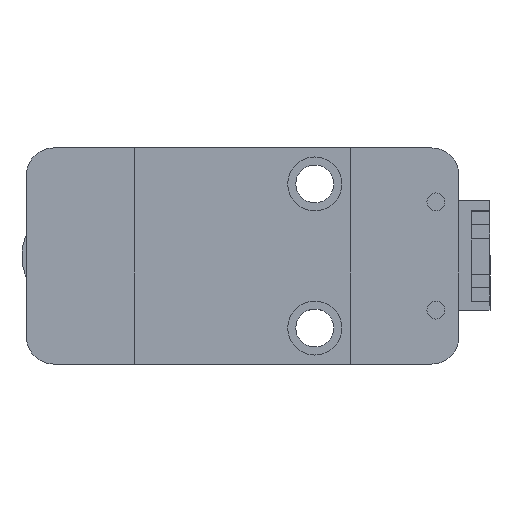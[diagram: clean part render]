
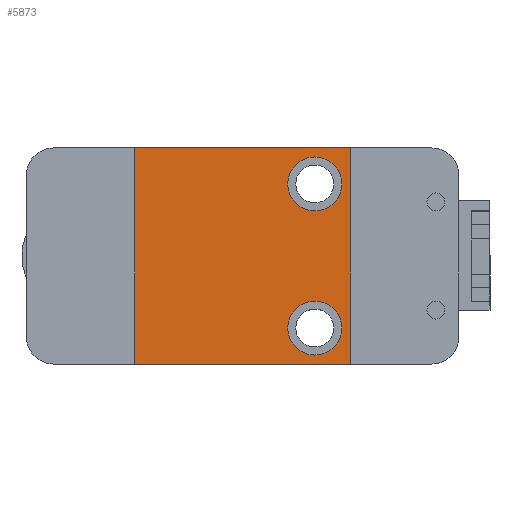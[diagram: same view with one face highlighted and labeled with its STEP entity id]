
A CAD part, top view. The second image highlights one B-rep face of the part: STEP entity #5873.
In plain terms, the highlighted planar face has unit normal (0, 0, 1).
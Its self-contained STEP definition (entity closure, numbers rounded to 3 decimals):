
#42 = FACE_OUTER_BOUND ( 'NONE', #7208, .T. ) ;
#789 = CARTESIAN_POINT ( 'NONE',  ( 13.659, -8.803, 49.29 ) ) ;
#847 = EDGE_CURVE ( 'NONE', #4113, #2353, #13621, .T. ) ;
#957 = ORIENTED_EDGE ( 'NONE', *, *, #9802, .F. ) ;
#1308 = AXIS2_PLACEMENT_3D ( 'NONE', #11709, #4916, #12834 ) ;
#1378 = VERTEX_POINT ( 'NONE', #10341 ) ;
#1618 = AXIS2_PLACEMENT_3D ( 'NONE', #11977, #5176, #13107 ) ;
#1633 = LINE ( 'NONE', #13959, #10738 ) ;
#1681 = CARTESIAN_POINT ( 'NONE',  ( -9.341, -12.803, 49.29 ) ) ;
#1752 = EDGE_CURVE ( 'NONE', #5090, #1378, #12496, .T. ) ;
#1918 = EDGE_CURVE ( 'NONE', #3601, #2701, #12522, .T. ) ;
#2353 = VERTEX_POINT ( 'NONE', #13203 ) ;
#2420 = CARTESIAN_POINT ( 'NONE',  ( 10.659, -8.803, 49.29 ) ) ;
#2663 = EDGE_LOOP ( 'NONE', ( #7384, #957 ) ) ;
#2701 = VERTEX_POINT ( 'NONE', #12257 ) ;
#2842 = LINE ( 'NONE', #12748, #14218 ) ;
#3041 = ORIENTED_EDGE ( 'NONE', *, *, #3728, .T. ) ;
#3422 = VECTOR ( 'NONE', #13963, 1000. ) ;
#3567 = DIRECTION ( 'NONE',  ( 1., 0., 0. ) ) ;
#3601 = VERTEX_POINT ( 'NONE', #13594 ) ;
#3728 = EDGE_CURVE ( 'NONE', #1378, #12637, #2842, .T. ) ;
#3772 = DIRECTION ( 'NONE',  ( 0., 0., 1. ) ) ;
#3938 = CARTESIAN_POINT ( 'NONE',  ( 14.659, 11.197, 49.29 ) ) ;
#4037 = EDGE_LOOP ( 'NONE', ( #7743, #4740 ) ) ;
#4113 = VERTEX_POINT ( 'NONE', #789 ) ;
#4184 = CIRCLE ( 'NONE', #9351, 3. ) ;
#4461 = DIRECTION ( 'NONE',  ( 1., 0., 0. ) ) ;
#4740 = ORIENTED_EDGE ( 'NONE', *, *, #847, .F. ) ;
#4861 = CARTESIAN_POINT ( 'NONE',  ( 2.659, -0.803, 49.29 ) ) ;
#4916 = DIRECTION ( 'NONE',  ( 0., 0., 1. ) ) ;
#5090 = VERTEX_POINT ( 'NONE', #3938 ) ;
#5176 = DIRECTION ( 'NONE',  ( 0., 0., 1. ) ) ;
#5547 = CARTESIAN_POINT ( 'NONE',  ( -9.341, -12.803, 49.29 ) ) ;
#5767 = FACE_BOUND ( 'NONE', #2663, .T. ) ;
#5873 = ADVANCED_FACE ( 'NONE', ( #9141, #5767, #42 ), #11609, .T. ) ;
#5977 = DIRECTION ( 'NONE',  ( 1., 0., 0. ) ) ;
#6530 = AXIS2_PLACEMENT_3D ( 'NONE', #4861, #12785, #5977 ) ;
#6607 = LINE ( 'NONE', #5547, #11964 ) ;
#6983 = DIRECTION ( 'NONE',  ( 0., -1., 0. ) ) ;
#7208 = EDGE_LOOP ( 'NONE', ( #3041, #11431, #14077, #13361 ) ) ;
#7384 = ORIENTED_EDGE ( 'NONE', *, *, #1918, .F. ) ;
#7507 = AXIS2_PLACEMENT_3D ( 'NONE', #10608, #3772, #11750 ) ;
#7653 = EDGE_CURVE ( 'NONE', #12637, #10855, #6607, .T. ) ;
#7743 = ORIENTED_EDGE ( 'NONE', *, *, #12130, .F. ) ;
#9058 = CARTESIAN_POINT ( 'NONE',  ( 14.659, -12.803, 49.29 ) ) ;
#9141 = FACE_BOUND ( 'NONE', #4037, .T. ) ;
#9351 = AXIS2_PLACEMENT_3D ( 'NONE', #2420, #10380, #3567 ) ;
#9802 = EDGE_CURVE ( 'NONE', #2701, #3601, #10376, .T. ) ;
#10341 = CARTESIAN_POINT ( 'NONE',  ( -9.341, 11.197, 49.29 ) ) ;
#10376 = CIRCLE ( 'NONE', #7507, 3. ) ;
#10380 = DIRECTION ( 'NONE',  ( 0., 0., 1. ) ) ;
#10608 = CARTESIAN_POINT ( 'NONE',  ( 10.659, 7.197, 49.29 ) ) ;
#10738 = VECTOR ( 'NONE', #11737, 1000. ) ;
#10855 = VERTEX_POINT ( 'NONE', #9058 ) ;
#11431 = ORIENTED_EDGE ( 'NONE', *, *, #7653, .T. ) ;
#11609 = PLANE ( 'NONE',  #6530 ) ;
#11695 = CARTESIAN_POINT ( 'NONE',  ( -9.341, 11.197, 49.29 ) ) ;
#11709 = CARTESIAN_POINT ( 'NONE',  ( 10.659, -8.803, 49.29 ) ) ;
#11737 = DIRECTION ( 'NONE',  ( 0., 1., 0. ) ) ;
#11750 = DIRECTION ( 'NONE',  ( 1., 0., 0. ) ) ;
#11964 = VECTOR ( 'NONE', #4461, 1000. ) ;
#11977 = CARTESIAN_POINT ( 'NONE',  ( 10.659, 7.197, 49.29 ) ) ;
#12130 = EDGE_CURVE ( 'NONE', #2353, #4113, #4184, .T. ) ;
#12257 = CARTESIAN_POINT ( 'NONE',  ( 13.659, 7.197, 49.29 ) ) ;
#12496 = LINE ( 'NONE', #11695, #3422 ) ;
#12522 = CIRCLE ( 'NONE', #1618, 3. ) ;
#12637 = VERTEX_POINT ( 'NONE', #1681 ) ;
#12748 = CARTESIAN_POINT ( 'NONE',  ( -9.341, 11.197, 49.29 ) ) ;
#12785 = DIRECTION ( 'NONE',  ( 0., 0., 1. ) ) ;
#12834 = DIRECTION ( 'NONE',  ( 1., 0., 0. ) ) ;
#13107 = DIRECTION ( 'NONE',  ( 1., 0., 0. ) ) ;
#13160 = EDGE_CURVE ( 'NONE', #10855, #5090, #1633, .T. ) ;
#13203 = CARTESIAN_POINT ( 'NONE',  ( 7.659, -8.803, 49.29 ) ) ;
#13361 = ORIENTED_EDGE ( 'NONE', *, *, #1752, .T. ) ;
#13594 = CARTESIAN_POINT ( 'NONE',  ( 7.659, 7.197, 49.29 ) ) ;
#13621 = CIRCLE ( 'NONE', #1308, 3. ) ;
#13959 = CARTESIAN_POINT ( 'NONE',  ( 14.659, 11.197, 49.29 ) ) ;
#13963 = DIRECTION ( 'NONE',  ( -1., 0., 0. ) ) ;
#14077 = ORIENTED_EDGE ( 'NONE', *, *, #13160, .T. ) ;
#14218 = VECTOR ( 'NONE', #6983, 1000. ) ;
